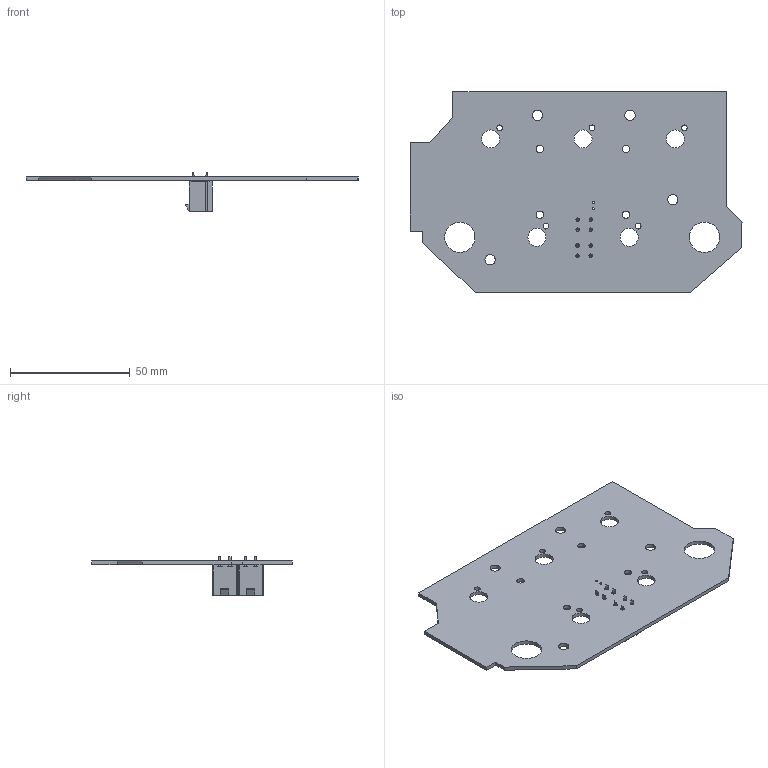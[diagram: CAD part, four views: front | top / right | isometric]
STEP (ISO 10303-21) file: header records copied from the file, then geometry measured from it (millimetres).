
FILE_DESCRIPTION(('KiCad electronic assembly'),'2;1');
FILE_NAME('INTR LT PANEL.step','2023-01-09T16:46:14',('Pcbnew'),('Kicad' ),'Open CASCADE STEP processor 7.6','KiCad to STEP converter', 'Unknown');
FILE_SCHEMA(('AUTOMOTIVE_DESIGN { 1 0 10303 214 1 1 1 1 }'));
Length unit declared in the file: millimetre
Products named in the file (4): INTR LT PANEL 1; Molex_Mini-Fit_Jr_5566-04A_2x02_P4.20mm_Vertical; SOLID; INTR LT PANEL PCB
Assembly tree (4 placements, depth 3):
  INTR LT PANEL 1
    Molex_Mini-Fit_Jr_5566-04A_2x02_P4.20mm_Vertical  x2
      SOLID
    INTR LT PANEL PCB
Bounding box: 138.91 x 83.9 x 16.3 mm (x, y, z)
Volume: 17191.8 mm3; surface area: 23657.4 mm2
Topology: 3 solids, 3 shells, 303 faces, 815 edges, 542 vertices
Faces by surface type: plane 271, cylinder 32
Full cylindrical faces by diameter (mm): 0.9 x2, 1.4 x8, 2.38 x5, 3.1 x4, 4.3 x4, 7.54 x5, 12.7 x2
Entity records: 11950 total; most frequent: CARTESIAN_POINT 2275, DIRECTION 1775, LINE 1292, VECTOR 1292, ORIENTED_EDGE 944, PCURVE 944, DEFINITIONAL_REPRESENTATION 944, EDGE_CURVE 472
